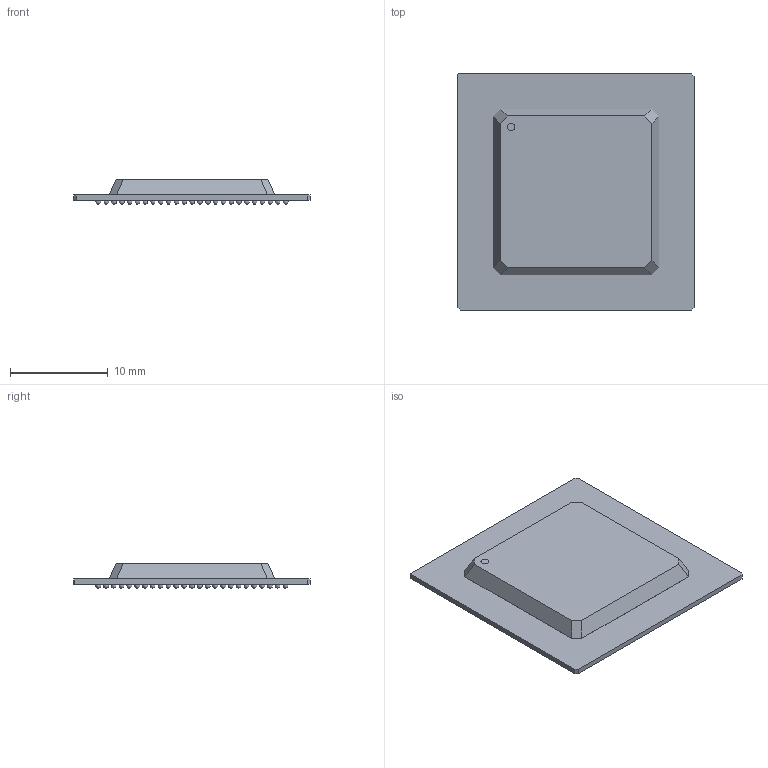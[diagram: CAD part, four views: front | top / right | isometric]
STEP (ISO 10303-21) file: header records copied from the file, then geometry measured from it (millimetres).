
FILE_DESCRIPTION(/* description */ ('model of BGA-625_25x25_21.0x21.0mm_Pitch0.8mm'),/* implementation_level */ '2;1');
FILE_NAME(/* name */ 'BGA-625_25x25_21.0x21.0mm_Pitch0.8mm.step',/* time_stamp */ '2017-06-13T10:53:06',/* author */ ('kicad StepUp','ksu'),/* organization */ ('FreeCAD'),/* preprocessor_version */ 'OCC',/* originating_system */ 'kicad StepUp',/* authorisation */ '');
FILE_SCHEMA(('AUTOMOTIVE_DESIGN_CC2 { 1 2 10303 214 -1 1 5 4 }'));
Length unit declared in the file: millimetre
Products named in the file (1): BGA_625_25x25_210x210mm_Pitch08mm
Bounding box: 24.2 x 24.2 x 2.51 mm (x, y, z)
Volume: 733.8 mm3; surface area: 1338.2 mm2
Topology: 1 solids, 1 shells, 125 faces, 355 edges, 234 vertices
Faces by surface type: sphere 96, plane 24, bspline 4, cylinder 1
Full cylindrical faces by diameter (mm): 0.8 x1
Entity records: 4561 total; most frequent: DIRECTION 689, CARTESIAN_POINT 639, ORIENTED_EDGE 518, AXIS2_PLACEMENT_3D 316, EDGE_CURVE 259, VERTEX_POINT 234, FACE_BOUND 223, EDGE_LOOP 223
